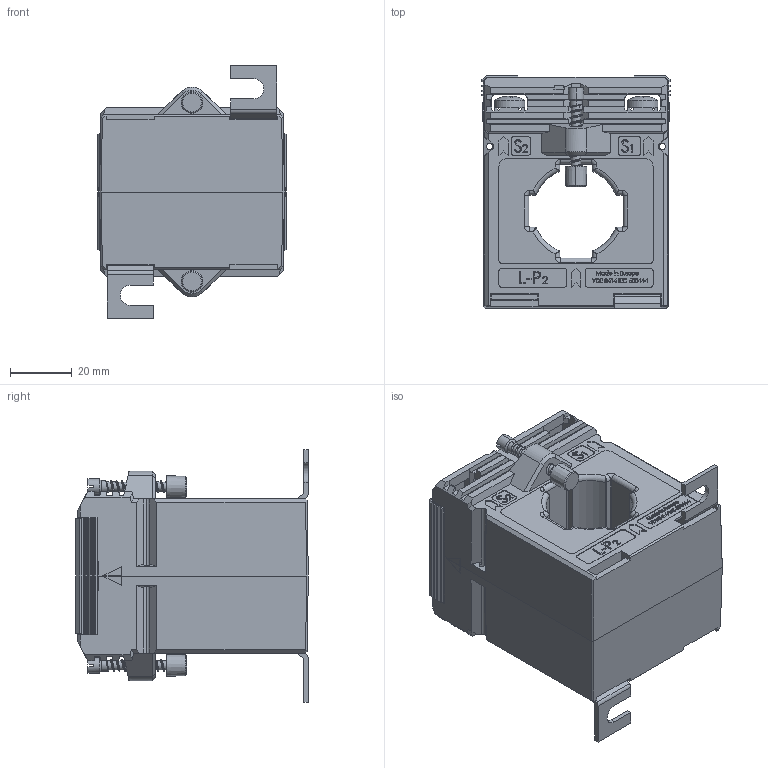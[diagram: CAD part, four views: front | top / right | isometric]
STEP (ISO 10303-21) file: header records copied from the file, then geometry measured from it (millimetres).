
FILE_DESCRIPTION (( 'STEP AP214' ), '1' );
FILE_NAME ('ASK31_5_kpl.STEP', '2011-11-24T08:55:48', ( ' ' ), ( '' ), 'SwSTEP 2.0', 'SolidWorks 2010', '' );
FILE_SCHEMA (( 'AUTOMOTIVE_DESIGN' ));
Length unit declared in the file: millimetre
Products named in the file (9): ASK103.41_Klappe; Fusswinkel_1,5; Plastite_Schraube_30_mit-Gewinde; MBS_WN-003_04_Klemme_WN-003_02; Isolierschutzkappe; Linsenschraube DIN 7985 4.8 VZ M 5 x 10; ASK31_5_11_Gehäuseoberteil; ASK31_5_kpl; ASK31_5_11
Assembly tree (16 placements, depth 2):
  ASK31_5_kpl
    Linsenschraube DIN 7985 4.8 VZ M 5 x 10  x4
    Isolierschutzkappe  x2
    ASK103.41_Klappe  x2
    ASK31_5_11
    Plastite_Schraube_30_mit-Gewinde  x2
    MBS_WN-003_04_Klemme_WN-003_02  x2
    ASK31_5_11_Gehäuseoberteil
    Fusswinkel_1,5  x2
Bounding box: 61 x 75.5 x 82 mm (x, y, z)
Volume: 173996.4 mm3; surface area: 52822 mm2
Topology: 16 solids, 18 shells, 2088 faces, 5466 edges, 3518 vertices
Faces by surface type: plane 1382, bspline 344, cylinder 236, cone 78, torus 32, sphere 16
Entity records: 76971 total; most frequent: CARTESIAN_POINT 33800, ORIENTED_EDGE 9650, DIRECTION 7360, EDGE_CURVE 4825, VECTOR 3598, LINE 3598, VERTEX_POINT 3146, EDGE_LOOP 1965
